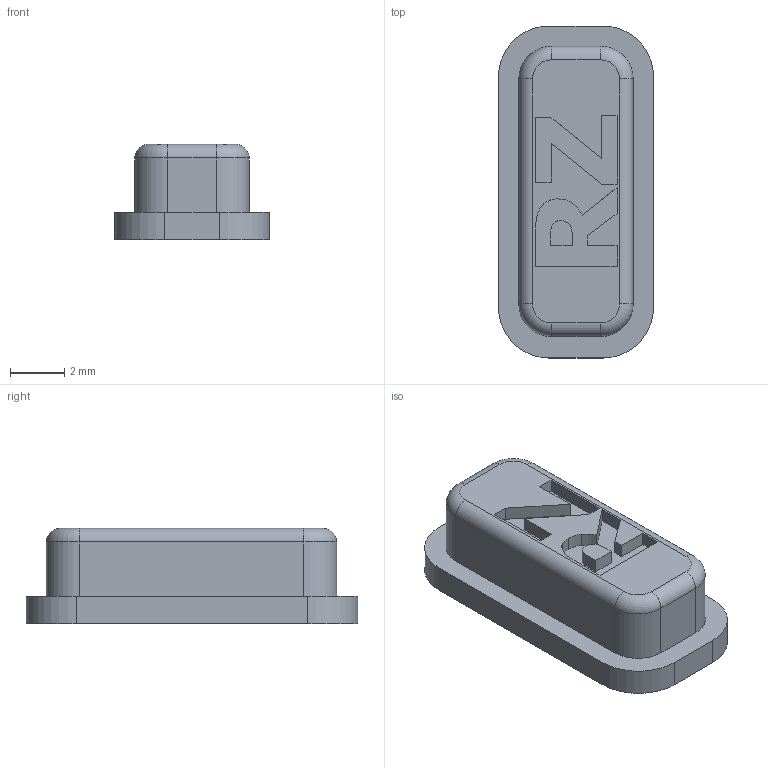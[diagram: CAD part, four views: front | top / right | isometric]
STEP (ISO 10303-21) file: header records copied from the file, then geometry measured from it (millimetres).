
FILE_DESCRIPTION(/* description */ (''),/* implementation_level */ '2;1');
FILE_NAME(/* name */ 'RZ.step',/* time_stamp */ '2025-05-16T22:44:10+02:00',/* author */ (''),/* organization */ (''),/* preprocessor_version */ 'ST-DEVELOPER v20.1',/* originating_system */ 'Autodesk Translation Framework v14.4.0.0',/* authorisation */ '');
FILE_SCHEMA (('AP203_CONFIGURATION_CONTROLLED_3D_DESIGN_OF_MECHANICAL_PARTS_AND_ASSEMBLIES_MIM_LF { 1 0 10303 203 3 1 4 }','AUTOMOTIVE_DESIGN { 1 0 10303 214 3 1 1 }','FEATURE_BASED_PROCESS_PLANNING','MODEL_BASED_INTEGRATED_MANUFACTURING_SCHEMA','PROCESS_PLANNING_SCHEMA','AP242_MANAGED_MODEL_BASED_3D_ENGINEERING_MIM_LF { 1 0 10303 442 3 1 4 }'));
Length unit declared in the file: millimetre
Products named in the file (1): Xii-Boy Ultra
Bounding box: 5.7 x 12.2 x 3.5 mm (x, y, z)
Volume: 169 mm3; surface area: 244.6 mm2
Topology: 1 solids, 1 shells, 65 faces, 169 edges, 110 vertices
Faces by surface type: plane 35, bspline 14, cylinder 12, torus 4
Entity records: 2376 total; most frequent: CARTESIAN_POINT 583, ORIENTED_EDGE 338, DIRECTION 273, EDGE_CURVE 169, LINE 113, VECTOR 113, VERTEX_POINT 110, AXIS2_PLACEMENT_3D 80
